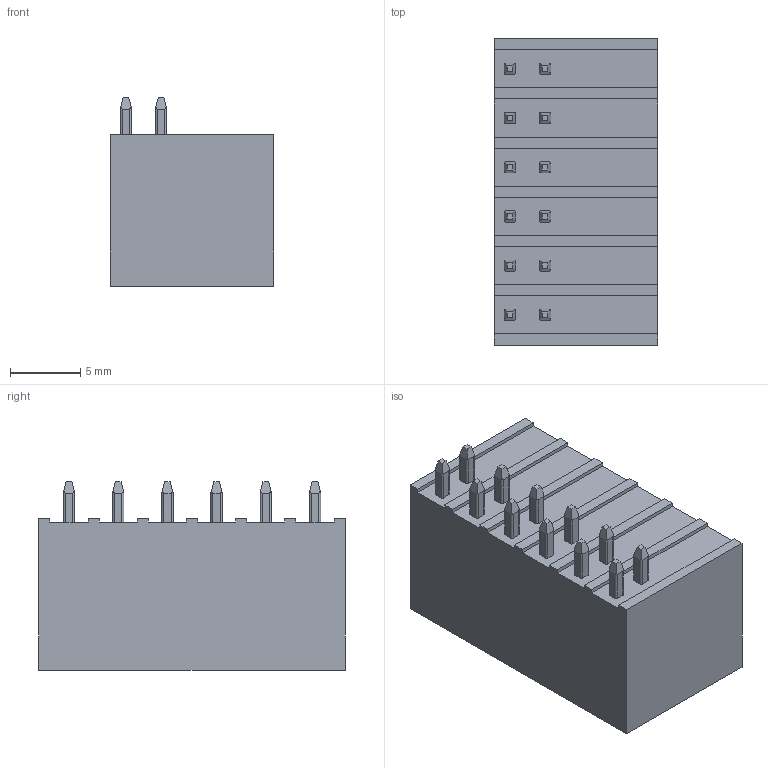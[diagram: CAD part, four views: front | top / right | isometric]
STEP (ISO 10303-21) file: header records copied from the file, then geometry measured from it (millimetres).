
FILE_DESCRIPTION((''),'2;1');
FILE_NAME('PRT0007','2024-11-18T09:51:24',('tluser'),(''),'CREO PARAMETRIC BY PTC INC, 2018100','CREO PARAMETRIC BY PTC INC, 2018100','');
FILE_SCHEMA(('CONFIG_CONTROL_DESIGN'));
Length unit declared in the file: millimetre
Products named in the file (1): PRT0007
Bounding box: 11.6 x 21.8 x 13.4 mm (x, y, z)
Volume: 1861.9 mm3; surface area: 2194.4 mm2
Topology: 1 solids, 1 shells, 537 faces, 1530 edges, 1020 vertices
Faces by surface type: plane 359, cylinder 136, extrusion 42
Entity records: 17944 total; most frequent: CARTESIAN_POINT 4175, ORIENTED_EDGE 3060, DIRECTION 2522, EDGE_CURVE 1530, VECTOR 1120, LINE 1078, VERTEX_POINT 1020, AXIS2_PLACEMENT_3D 701
